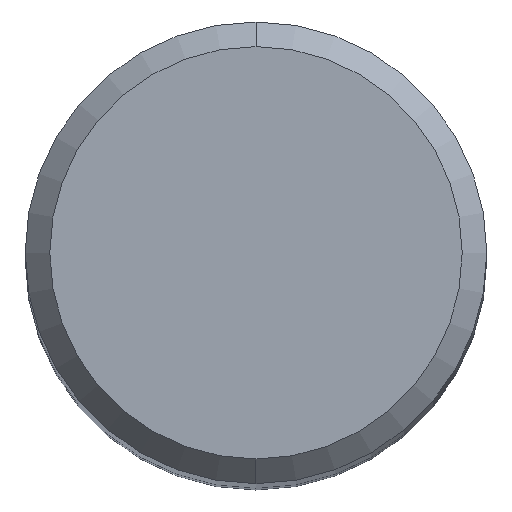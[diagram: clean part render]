
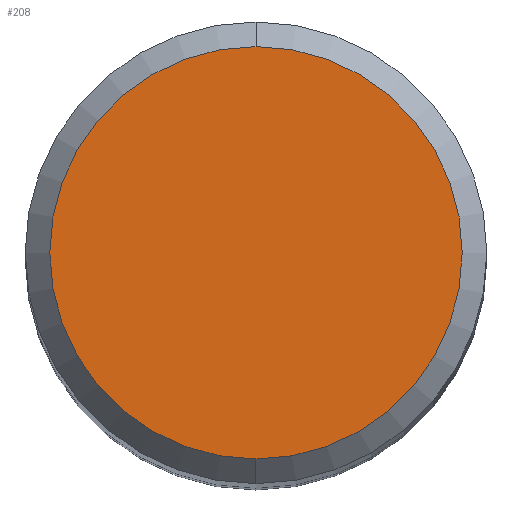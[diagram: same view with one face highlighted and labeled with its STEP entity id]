
A CAD part, top view. The second image highlights one B-rep face of the part: STEP entity #208.
In plain terms, the highlighted planar face has unit normal (0, 0, 1).
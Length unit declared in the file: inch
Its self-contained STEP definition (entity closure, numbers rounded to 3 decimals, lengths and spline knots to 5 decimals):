
#25 = EDGE_LOOP ( 'NONE', ( #83, #357 ) ) ;
#35 = DIRECTION ( 'NONE',  ( 0., 1., 0. ) ) ;
#68 = FACE_OUTER_BOUND ( 'NONE', #25, .T. ) ;
#70 = CARTESIAN_POINT ( 'NONE',  ( 0., 0., 0. ) ) ;
#83 = ORIENTED_EDGE ( 'NONE', *, *, #128, .T. ) ;
#92 = AXIS2_PLACEMENT_3D ( 'NONE', #392, #318, #35 ) ;
#118 = AXIS2_PLACEMENT_3D ( 'NONE', #70, #284, #417 ) ;
#128 = EDGE_CURVE ( 'NONE', #305, #404, #362, .T. ) ;
#138 = DIRECTION ( 'NONE',  ( 0., 0., 1. ) ) ;
#162 = AXIS2_PLACEMENT_3D ( 'NONE', #380, #138, #322 ) ;
#175 = CARTESIAN_POINT ( 'NONE',  ( 0., 0.1675, 0. ) ) ;
#191 = PLANE ( 'NONE',  #92 ) ;
#198 = CARTESIAN_POINT ( 'NONE',  ( 0., -0.1675, 0. ) ) ;
#199 = EDGE_CURVE ( 'NONE', #404, #305, #204, .T. ) ;
#204 = CIRCLE ( 'NONE', #162, 0.1675 ) ;
#208 = ADVANCED_FACE ( 'NONE', ( #68 ), #191, .F. ) ;
#284 = DIRECTION ( 'NONE',  ( 0., 0., 1. ) ) ;
#305 = VERTEX_POINT ( 'NONE', #175 ) ;
#318 = DIRECTION ( 'NONE',  ( 0., 0., -1. ) ) ;
#322 = DIRECTION ( 'NONE',  ( 0., -1., 0. ) ) ;
#357 = ORIENTED_EDGE ( 'NONE', *, *, #199, .T. ) ;
#362 = CIRCLE ( 'NONE', #118, 0.1675 ) ;
#380 = CARTESIAN_POINT ( 'NONE',  ( 0., 0., 0. ) ) ;
#392 = CARTESIAN_POINT ( 'NONE',  ( 0., 0.1675, 0. ) ) ;
#404 = VERTEX_POINT ( 'NONE', #198 ) ;
#417 = DIRECTION ( 'NONE',  ( 0., -1., 0. ) ) ;
